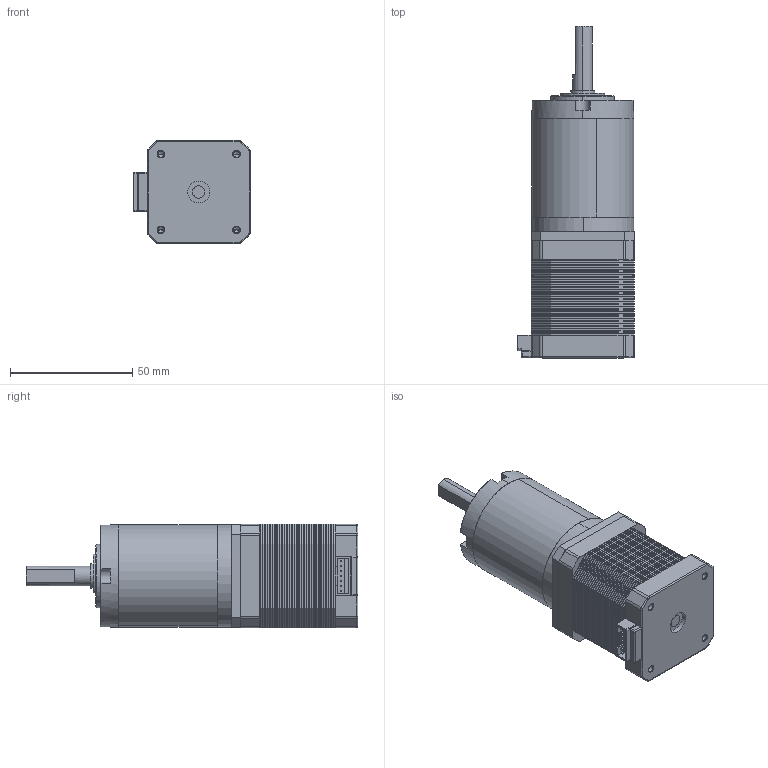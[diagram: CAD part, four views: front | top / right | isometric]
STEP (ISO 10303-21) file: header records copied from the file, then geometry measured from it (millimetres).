
FILE_DESCRIPTION (( 'STEP AP203' ), '1' );
FILE_NAME ('GA42Y-4248 ¦µ8 28.5MM.STEP', '2024-04-28T07:46:10', ( '' ), ( '' ), 'SwSTEP 2.0', 'SolidWorks 2021', '' );
FILE_SCHEMA (( 'CONFIG_CONTROL_DESIGN' ));
Length unit declared in the file: millimetre
Products named in the file (5): GA42Y-4248 朴8 28.5MM; GA42-4260 3; 4248-1; GA42-4260 11; GA42-4260 2
Assembly tree (4 placements, depth 2):
  GA42Y-4248 朴8 28.5MM
    GA42-4260 2
    GA42-4260 3
    4248-1
    GA42-4260 11
Bounding box: 47.8 x 136 x 42.3 mm (x, y, z)
Volume: 126263.3 mm3; surface area: 44027.2 mm2
Topology: 16 solids, 16 shells, 1063 faces, 2783 edges, 1801 vertices
Faces by surface type: plane 731, cylinder 234, cone 53, bspline 24, torus 17, sphere 4
Entity records: 42113 total; most frequent: CARTESIAN_POINT 16192, ORIENTED_EDGE 5526, DIRECTION 4856, EDGE_CURVE 2763, LINE 2142, VECTOR 2142, VERTEX_POINT 1801, AXIS2_PLACEMENT_3D 1357
